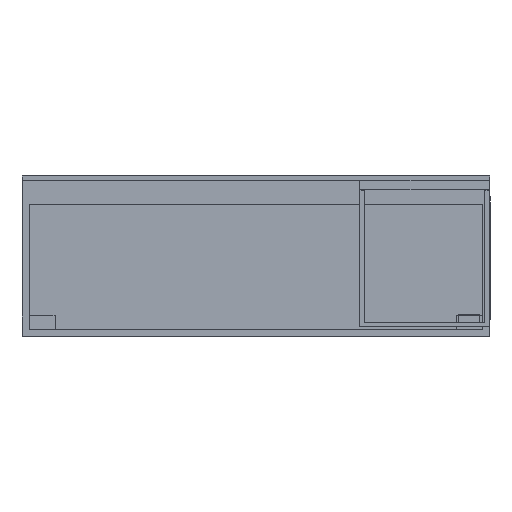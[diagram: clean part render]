
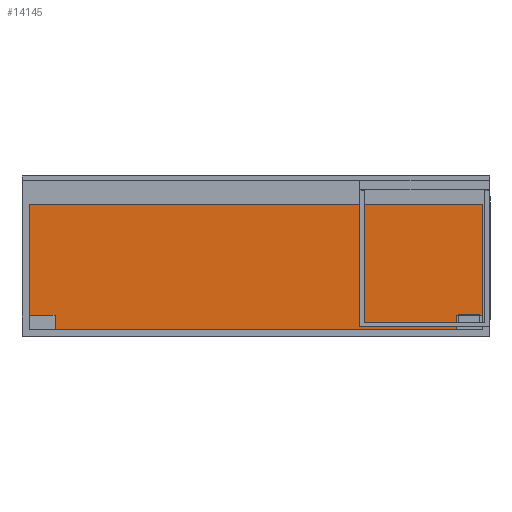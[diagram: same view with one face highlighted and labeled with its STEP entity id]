
A CAD part, front view. The second image highlights one B-rep face of the part: STEP entity #14145.
In plain terms, the highlighted planar face has unit normal (0, -1, 0).
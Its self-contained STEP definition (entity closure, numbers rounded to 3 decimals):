
#98 = VERTEX_POINT ( 'NONE', #10284 ) ;
#512 = DIRECTION ( 'NONE',  ( 0., 0., 1. ) ) ;
#1246 = CARTESIAN_POINT ( 'NONE',  ( 960., 0.8, -630. ) ) ;
#1433 = EDGE_CURVE ( 'NONE', #5292, #5823, #12934, .T. ) ;
#1579 = VERTEX_POINT ( 'NONE', #5560 ) ;
#2103 = CARTESIAN_POINT ( 'NONE',  ( -850., 0.8, -630. ) ) ;
#2315 = CARTESIAN_POINT ( 'NONE',  ( -960., 0.8, -570. ) ) ;
#2327 = VECTOR ( 'NONE', #4764, 1000. ) ;
#2353 = LINE ( 'NONE', #1246, #11002 ) ;
#2396 = CARTESIAN_POINT ( 'NONE',  ( -960., 0.8, -630. ) ) ;
#2543 = DIRECTION ( 'NONE',  ( 0., 0., -1. ) ) ;
#2619 = EDGE_CURVE ( 'NONE', #13154, #10797, #3292, .T. ) ;
#2734 = DIRECTION ( 'NONE',  ( -1., 0., 0. ) ) ;
#3292 = LINE ( 'NONE', #3780, #11280 ) ;
#3584 = CARTESIAN_POINT ( 'NONE',  ( -850., 0.8, -630. ) ) ;
#3737 = VECTOR ( 'NONE', #2543, 1000. ) ;
#3780 = CARTESIAN_POINT ( 'NONE',  ( -960., 0.8, -570. ) ) ;
#4274 = DIRECTION ( 'NONE',  ( -1., 0., 0. ) ) ;
#4620 = LINE ( 'NONE', #8005, #3737 ) ;
#4764 = DIRECTION ( 'NONE',  ( 0., 0., -1. ) ) ;
#4771 = EDGE_CURVE ( 'NONE', #14188, #13154, #8737, .T. ) ;
#5107 = EDGE_CURVE ( 'NONE', #5292, #1579, #2353, .T. ) ;
#5275 = LINE ( 'NONE', #9854, #8421 ) ;
#5292 = VERTEX_POINT ( 'NONE', #7140 ) ;
#5534 = AXIS2_PLACEMENT_3D ( 'NONE', #7443, #10625, #512 ) ;
#5560 = CARTESIAN_POINT ( 'NONE',  ( 960., 0.8, -101. ) ) ;
#5577 = VECTOR ( 'NONE', #12302, 1000. ) ;
#5688 = ORIENTED_EDGE ( 'NONE', *, *, #8062, .T. ) ;
#5823 = VERTEX_POINT ( 'NONE', #12964 ) ;
#5994 = DIRECTION ( 'NONE',  ( -1., 0., 0. ) ) ;
#6343 = PLANE ( 'NONE',  #5534 ) ;
#6706 = CARTESIAN_POINT ( 'NONE',  ( -960., 0.8, -101. ) ) ;
#7140 = CARTESIAN_POINT ( 'NONE',  ( 960., 0.8, -570. ) ) ;
#7443 = CARTESIAN_POINT ( 'NONE',  ( 0., 0.8, 0. ) ) ;
#7464 = CARTESIAN_POINT ( 'NONE',  ( 960., 0.8, -570. ) ) ;
#7697 = VECTOR ( 'NONE', #2734, 1000. ) ;
#7821 = EDGE_CURVE ( 'NONE', #1579, #11207, #12029, .T. ) ;
#7860 = EDGE_LOOP ( 'NONE', ( #9566, #5688, #11142, #11815, #10609, #10235, #9400, #14114 ) ) ;
#8005 = CARTESIAN_POINT ( 'NONE',  ( 850., 0.8, -630. ) ) ;
#8062 = EDGE_CURVE ( 'NONE', #14188, #98, #5275, .T. ) ;
#8421 = VECTOR ( 'NONE', #11916, 1000. ) ;
#8737 = LINE ( 'NONE', #2103, #5577 ) ;
#9400 = ORIENTED_EDGE ( 'NONE', *, *, #10317, .T. ) ;
#9566 = ORIENTED_EDGE ( 'NONE', *, *, #4771, .F. ) ;
#9854 = CARTESIAN_POINT ( 'NONE',  ( -960., 0.8, -630. ) ) ;
#10235 = ORIENTED_EDGE ( 'NONE', *, *, #7821, .T. ) ;
#10284 = CARTESIAN_POINT ( 'NONE',  ( 850., 0.8, -630. ) ) ;
#10316 = EDGE_CURVE ( 'NONE', #5823, #98, #4620, .T. ) ;
#10317 = EDGE_CURVE ( 'NONE', #11207, #10797, #10380, .T. ) ;
#10380 = LINE ( 'NONE', #2396, #2327 ) ;
#10609 = ORIENTED_EDGE ( 'NONE', *, *, #5107, .T. ) ;
#10625 = DIRECTION ( 'NONE',  ( 0., 1., 0. ) ) ;
#10797 = VERTEX_POINT ( 'NONE', #2315 ) ;
#11002 = VECTOR ( 'NONE', #13287, 1000. ) ;
#11142 = ORIENTED_EDGE ( 'NONE', *, *, #10316, .F. ) ;
#11207 = VERTEX_POINT ( 'NONE', #12559 ) ;
#11280 = VECTOR ( 'NONE', #5994, 1000. ) ;
#11815 = ORIENTED_EDGE ( 'NONE', *, *, #1433, .F. ) ;
#11916 = DIRECTION ( 'NONE',  ( 1., 0., 0. ) ) ;
#12029 = LINE ( 'NONE', #6706, #13609 ) ;
#12302 = DIRECTION ( 'NONE',  ( 0., 0., 1. ) ) ;
#12559 = CARTESIAN_POINT ( 'NONE',  ( -960., 0.8, -101. ) ) ;
#12934 = LINE ( 'NONE', #7464, #7697 ) ;
#12964 = CARTESIAN_POINT ( 'NONE',  ( 850., 0.8, -570. ) ) ;
#13154 = VERTEX_POINT ( 'NONE', #14452 ) ;
#13287 = DIRECTION ( 'NONE',  ( 0., 0., 1. ) ) ;
#13609 = VECTOR ( 'NONE', #4274, 1000. ) ;
#14091 = FACE_OUTER_BOUND ( 'NONE', #7860, .T. ) ;
#14114 = ORIENTED_EDGE ( 'NONE', *, *, #2619, .F. ) ;
#14145 = ADVANCED_FACE ( 'NONE', ( #14091 ), #6343, .F. ) ;
#14188 = VERTEX_POINT ( 'NONE', #3584 ) ;
#14452 = CARTESIAN_POINT ( 'NONE',  ( -850., 0.8, -570. ) ) ;
